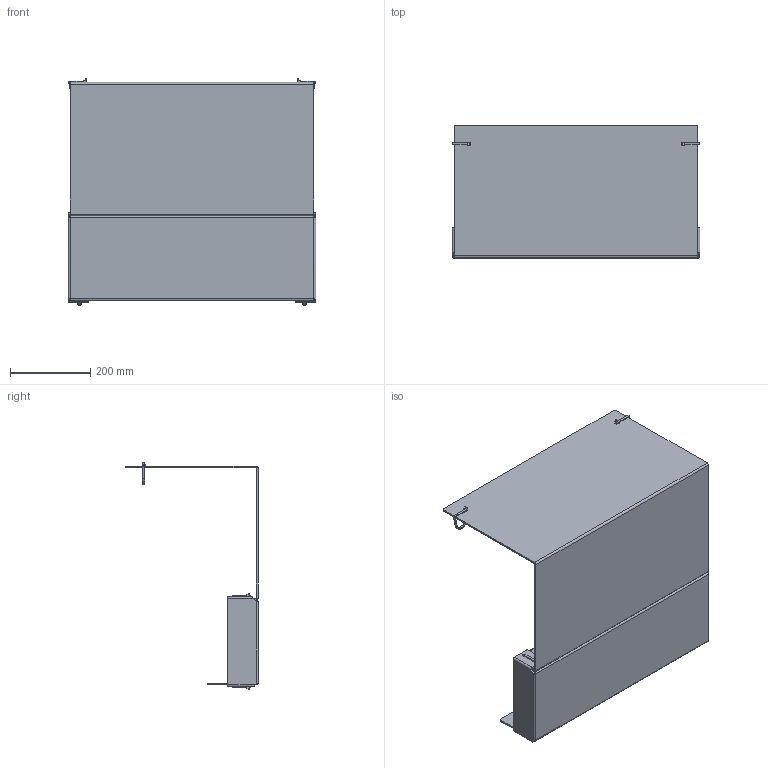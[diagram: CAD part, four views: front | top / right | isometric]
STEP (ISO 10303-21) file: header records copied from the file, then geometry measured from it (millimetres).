
FILE_DESCRIPTION (( 'STEP AP214' ), '1' );
FILE_NAME ('am-4290 Tower Goal Corral.STEP', '2020-09-09T19:24:41', ( '' ), ( '' ), 'SwSTEP 2.0', 'SolidWorks 2019', '' );
FILE_SCHEMA (( 'AUTOMOTIVE_DESIGN' ));
Length unit declared in the file: inch
Products named in the file (5): Corral and stopperr2; Trough bottom to side ziptie; Coral bottom to side ziptie - 3 layer; Corral to Tower Goal Ziptie; am-4290 Tower Goal Corral
Assembly tree (7 placements, depth 2):
  am-4290 Tower Goal Corral
    Corral and stopperr2
    Trough bottom to side ziptie  x2
    Coral bottom to side ziptie - 3 layer  x2
    Corral to Tower Goal Ziptie  x2
Bounding box: 619.07 x 330.2 x 568.75 mm (x, y, z)
Volume: 2954767.9 mm3; surface area: 1503268.7 mm2
Topology: 7 solids, 7 shells, 310 faces, 804 edges, 504 vertices
Faces by surface type: plane 188, cylinder 118, bspline 4
Entity records: 7454 total; most frequent: CARTESIAN_POINT 1440, DIRECTION 1242, ORIENTED_EDGE 1172, EDGE_CURVE 586, AXIS2_PLACEMENT_3D 426, LINE 390, VECTOR 390, VERTEX_POINT 360
